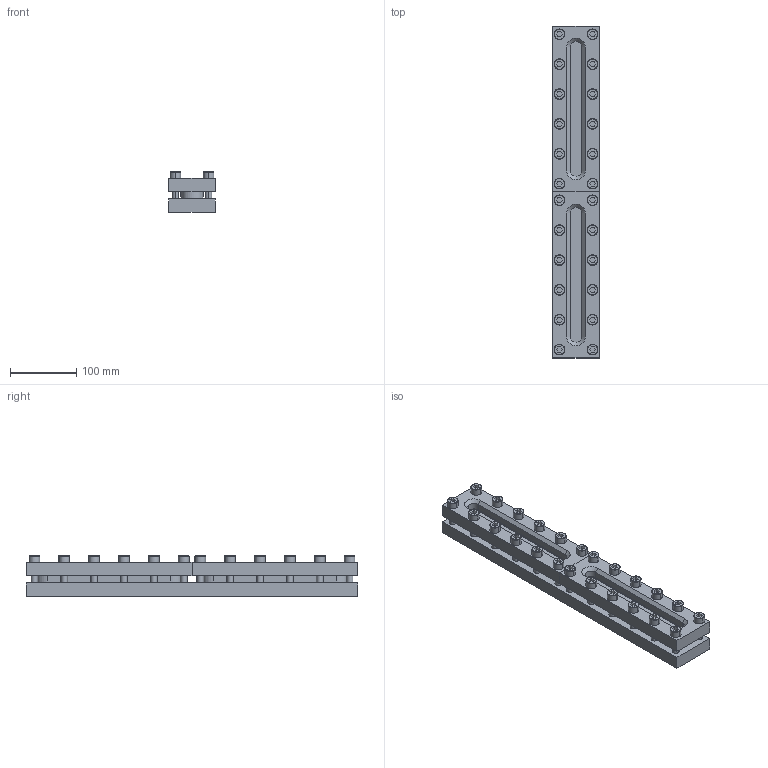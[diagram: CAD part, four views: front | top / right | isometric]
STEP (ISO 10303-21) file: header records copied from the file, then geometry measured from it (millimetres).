
FILE_DESCRIPTION (( 'STEP AP214' ), '1' );
FILE_NAME ('BS03_06_Behälter-Schauglas.STEP', '2020-09-15T08:01:23', ( '' ), ( '' ), 'SwSTEP 2.0', 'SolidWorks 2020', '' );
FILE_SCHEMA (( 'AUTOMOTIVE_DESIGN' ));
Length unit declared in the file: millimetre
Products named in the file (6): BS03-02-03_Deckelflansch; BS03-01-06_Grundflansch; BS03_06_Behälter-Schauglas; DIN 912 M10x40; BS03-03-03_Glasplatte; BS03-04-03_Dichtung
Assembly tree (33 placements, depth 2):
  BS03_06_Behälter-Schauglas
    BS03-01-06_Grundflansch
    BS03-04-03_Dichtung  x4
    BS03-03-03_Glasplatte  x2
    BS03-02-03_Deckelflansch  x2
    DIN 912 M10x40  x24
Bounding box: 70 x 500 x 61 mm (x, y, z)
Volume: 1330472.8 mm3; surface area: 351524.3 mm2
Topology: 33 solids, 33 shells, 834 faces, 1878 edges, 1140 vertices
Faces by surface type: plane 330, cylinder 252, cone 148, torus 104
Entity records: 8613 total; most frequent: DIRECTION 1445, CARTESIAN_POINT 1432, ORIENTED_EDGE 1206, EDGE_CURVE 603, AXIS2_PLACEMENT_3D 569, VERTEX_POINT 372, EDGE_LOOP 333, LINE 307
